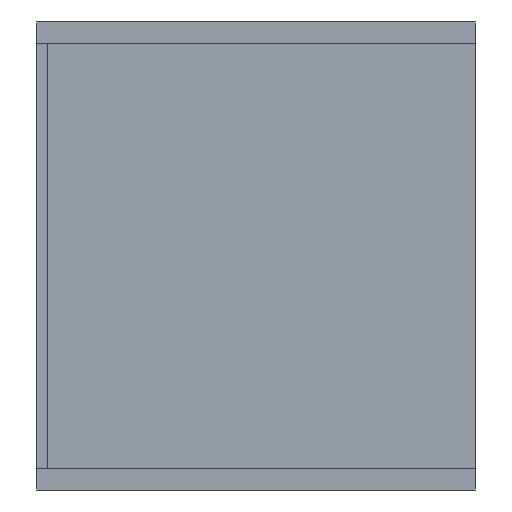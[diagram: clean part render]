
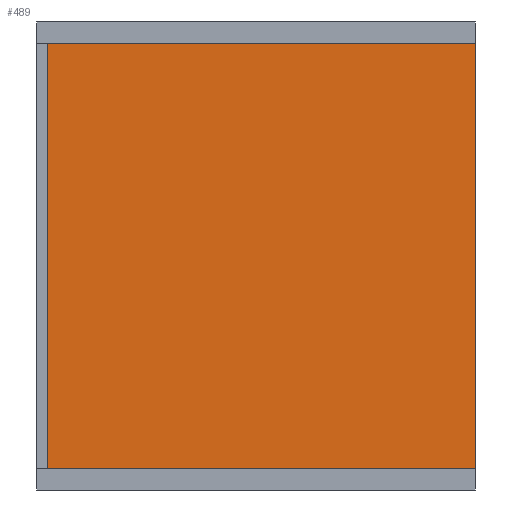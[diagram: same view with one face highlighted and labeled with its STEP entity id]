
A CAD part, left-side view. The second image highlights one B-rep face of the part: STEP entity #489.
In plain terms, the highlighted planar face has unit normal (-1, 0, 0).
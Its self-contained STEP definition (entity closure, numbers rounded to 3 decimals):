
#489 = ADVANCED_FACE('',(#490),#524,.F.);
#490 = FACE_BOUND('',#491,.F.);
#491 = EDGE_LOOP('',(#492,#502,#510,#518));
#492 = ORIENTED_EDGE('',*,*,#493,.F.);
#493 = EDGE_CURVE('',#494,#496,#498,.T.);
#494 = VERTEX_POINT('',#495);
#495 = CARTESIAN_POINT('',(0.,0.,20.));
#496 = VERTEX_POINT('',#497);
#497 = CARTESIAN_POINT('',(0.,0.,406.5));
#498 = LINE('',#499,#500);
#499 = CARTESIAN_POINT('',(0.,0.,20.));
#500 = VECTOR('',#501,1.);
#501 = DIRECTION('',(0.,0.,1.));
#502 = ORIENTED_EDGE('',*,*,#503,.T.);
#503 = EDGE_CURVE('',#494,#504,#506,.T.);
#504 = VERTEX_POINT('',#505);
#505 = CARTESIAN_POINT('',(0.,390.,20.));
#506 = LINE('',#507,#508);
#507 = CARTESIAN_POINT('',(0.,0.,20.));
#508 = VECTOR('',#509,1.);
#509 = DIRECTION('',(-0.,1.,0.));
#510 = ORIENTED_EDGE('',*,*,#511,.T.);
#511 = EDGE_CURVE('',#504,#512,#514,.T.);
#512 = VERTEX_POINT('',#513);
#513 = CARTESIAN_POINT('',(0.,390.,406.5));
#514 = LINE('',#515,#516);
#515 = CARTESIAN_POINT('',(0.,390.,20.));
#516 = VECTOR('',#517,1.);
#517 = DIRECTION('',(0.,0.,1.));
#518 = ORIENTED_EDGE('',*,*,#519,.F.);
#519 = EDGE_CURVE('',#496,#512,#520,.T.);
#520 = LINE('',#521,#522);
#521 = CARTESIAN_POINT('',(0.,0.,406.5));
#522 = VECTOR('',#523,1.);
#523 = DIRECTION('',(-0.,1.,0.));
#524 = PLANE('',#525);
#525 = AXIS2_PLACEMENT_3D('',#526,#527,#528);
#526 = CARTESIAN_POINT('',(0.,0.,20.));
#527 = DIRECTION('',(1.,0.,-0.));
#528 = DIRECTION('',(0.,0.,1.));
